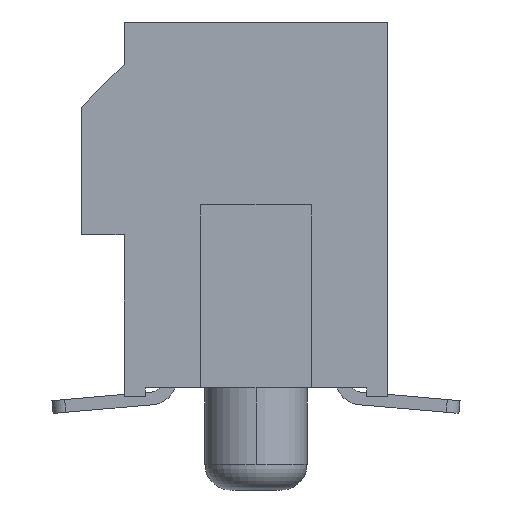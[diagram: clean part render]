
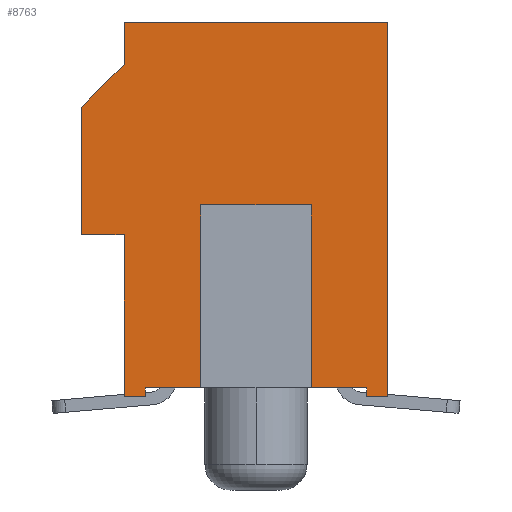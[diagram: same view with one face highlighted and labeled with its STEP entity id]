
A CAD part, left-side view. The second image highlights one B-rep face of the part: STEP entity #8763.
In plain terms, the highlighted planar face has unit normal (-1, 0, 0).
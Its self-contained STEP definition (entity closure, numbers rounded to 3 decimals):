
#8156=CARTESIAN_POINT('',(-6.525,-1.3,0.3));
#8157=VERTEX_POINT('',#8156);
#8164=CARTESIAN_POINT('',(-6.525,-0.65,0.3));
#8165=VERTEX_POINT('',#8164);
#8166=CARTESIAN_POINT('',(-6.525,-0.65,0.3));
#8167=DIRECTION('',(0.0,-1.0,0.0));
#8168=VECTOR('',#8167,0.65);
#8169=LINE('',#8166,#8168);
#8170=EDGE_CURVE('',#8165,#8157,#8169,.T.);
#8188=CARTESIAN_POINT('',(-6.525,0.65,0.3));
#8189=VERTEX_POINT('',#8188);
#8196=CARTESIAN_POINT('',(-6.525,1.3,0.3));
#8197=VERTEX_POINT('',#8196);
#8198=CARTESIAN_POINT('',(-6.525,1.3,0.3));
#8199=DIRECTION('',(0.0,-1.0,0.0));
#8200=VECTOR('',#8199,0.65);
#8201=LINE('',#8198,#8200);
#8202=EDGE_CURVE('',#8197,#8189,#8201,.T.);
#8312=CARTESIAN_POINT('',(-6.525,1.55,0.2));
#8313=VERTEX_POINT('',#8312);
#8320=CARTESIAN_POINT('',(-6.525,1.55,2.1));
#8321=VERTEX_POINT('',#8320);
#8322=CARTESIAN_POINT('',(-6.525,1.55,2.1));
#8323=DIRECTION('',(0.0,0.0,-1.0));
#8324=VECTOR('',#8323,1.9);
#8325=LINE('',#8322,#8324);
#8326=EDGE_CURVE('',#8321,#8313,#8325,.T.);
#8344=CARTESIAN_POINT('',(-6.525,1.55,4.1));
#8345=VERTEX_POINT('',#8344);
#8352=CARTESIAN_POINT('',(-6.525,1.55,4.6));
#8353=VERTEX_POINT('',#8352);
#8354=CARTESIAN_POINT('',(-6.525,1.55,4.6));
#8355=DIRECTION('',(0.0,0.0,-1.0));
#8356=VECTOR('',#8355,0.5);
#8357=LINE('',#8354,#8356);
#8358=EDGE_CURVE('',#8353,#8345,#8357,.T.);
#8400=CARTESIAN_POINT('',(-6.525,-1.55,4.6));
#8401=VERTEX_POINT('',#8400);
#8408=CARTESIAN_POINT('',(-6.525,-1.55,0.2));
#8409=VERTEX_POINT('',#8408);
#8410=CARTESIAN_POINT('',(-6.525,-1.55,0.2));
#8411=DIRECTION('',(0.0,0.0,1.0));
#8412=VECTOR('',#8411,4.4);
#8413=LINE('',#8410,#8412);
#8414=EDGE_CURVE('',#8409,#8401,#8413,.T.);
#8455=CARTESIAN_POINT('',(-6.525,-1.3,0.2));
#8456=VERTEX_POINT('',#8455);
#8457=CARTESIAN_POINT('',(-6.525,-1.3,0.2));
#8458=DIRECTION('',(0.0,-1.0,0.0));
#8459=VECTOR('',#8458,0.25);
#8460=LINE('',#8457,#8459);
#8461=EDGE_CURVE('',#8456,#8409,#8460,.T.);
#8588=CARTESIAN_POINT('',(-6.525,-1.3,0.3));
#8589=DIRECTION('',(0.0,0.0,-1.0));
#8590=VECTOR('',#8589,0.1);
#8591=LINE('',#8588,#8590);
#8592=EDGE_CURVE('',#8157,#8456,#8591,.T.);
#8626=CARTESIAN_POINT('',(-6.525,1.3,0.2));
#8627=VERTEX_POINT('',#8626);
#8628=CARTESIAN_POINT('',(-6.525,1.3,0.2));
#8629=DIRECTION('',(0.0,0.0,1.0));
#8630=VECTOR('',#8629,0.1);
#8631=LINE('',#8628,#8630);
#8632=EDGE_CURVE('',#8627,#8197,#8631,.T.);
#8664=CARTESIAN_POINT('',(-6.525,1.55,0.2));
#8665=DIRECTION('',(0.0,-1.0,0.0));
#8666=VECTOR('',#8665,0.25);
#8667=LINE('',#8664,#8666);
#8668=EDGE_CURVE('',#8313,#8627,#8667,.T.);
#8697=CARTESIAN_POINT('',(-6.525,2.23,-0.02));
#8698=DIRECTION('',(-1.0,0.0,0.0));
#8699=DIRECTION('',(0.0,-1.0,0.0));
#8700=AXIS2_PLACEMENT_3D('',#8697,#8698,#8699);
#8701=PLANE('',#8700);
#8702=CARTESIAN_POINT('',(-6.525,2.05,2.1));
#8703=VERTEX_POINT('',#8702);
#8704=CARTESIAN_POINT('',(-6.525,2.05,3.6));
#8705=VERTEX_POINT('',#8704);
#8706=CARTESIAN_POINT('',(-6.525,2.05,2.1));
#8707=DIRECTION('',(0.0,0.0,1.0));
#8708=VECTOR('',#8707,1.5);
#8709=LINE('',#8706,#8708);
#8710=EDGE_CURVE('',#8703,#8705,#8709,.T.);
#8711=ORIENTED_EDGE('',*,*,#8710,.F.);
#8712=CARTESIAN_POINT('',(-6.525,1.55,2.1));
#8713=DIRECTION('',(0.0,1.0,0.0));
#8714=VECTOR('',#8713,0.5);
#8715=LINE('',#8712,#8714);
#8716=EDGE_CURVE('',#8321,#8703,#8715,.T.);
#8717=ORIENTED_EDGE('',*,*,#8716,.F.);
#8718=ORIENTED_EDGE('',*,*,#8326,.T.);
#8719=ORIENTED_EDGE('',*,*,#8668,.T.);
#8720=ORIENTED_EDGE('',*,*,#8632,.T.);
#8721=ORIENTED_EDGE('',*,*,#8202,.T.);
#8722=CARTESIAN_POINT('',(-6.525,0.65,2.45));
#8723=VERTEX_POINT('',#8722);
#8724=CARTESIAN_POINT('',(-6.525,0.65,2.45));
#8725=DIRECTION('',(0.0,0.0,-1.0));
#8726=VECTOR('',#8725,2.15);
#8727=LINE('',#8724,#8726);
#8728=EDGE_CURVE('',#8723,#8189,#8727,.T.);
#8729=ORIENTED_EDGE('',*,*,#8728,.F.);
#8730=CARTESIAN_POINT('',(-6.525,-0.65,2.45));
#8731=VERTEX_POINT('',#8730);
#8732=CARTESIAN_POINT('',(-6.525,-0.65,2.45));
#8733=DIRECTION('',(0.0,1.0,0.0));
#8734=VECTOR('',#8733,1.3);
#8735=LINE('',#8732,#8734);
#8736=EDGE_CURVE('',#8731,#8723,#8735,.T.);
#8737=ORIENTED_EDGE('',*,*,#8736,.F.);
#8738=CARTESIAN_POINT('',(-6.525,-0.65,0.3));
#8739=DIRECTION('',(0.0,0.0,1.0));
#8740=VECTOR('',#8739,2.15);
#8741=LINE('',#8738,#8740);
#8742=EDGE_CURVE('',#8165,#8731,#8741,.T.);
#8743=ORIENTED_EDGE('',*,*,#8742,.F.);
#8744=ORIENTED_EDGE('',*,*,#8170,.T.);
#8745=ORIENTED_EDGE('',*,*,#8592,.T.);
#8746=ORIENTED_EDGE('',*,*,#8461,.T.);
#8747=ORIENTED_EDGE('',*,*,#8414,.T.);
#8748=CARTESIAN_POINT('',(-6.525,-1.55,4.6));
#8749=DIRECTION('',(0.0,1.0,0.0));
#8750=VECTOR('',#8749,3.1);
#8751=LINE('',#8748,#8750);
#8752=EDGE_CURVE('',#8401,#8353,#8751,.T.);
#8753=ORIENTED_EDGE('',*,*,#8752,.T.);
#8754=ORIENTED_EDGE('',*,*,#8358,.T.);
#8755=CARTESIAN_POINT('',(-6.525,1.55,4.1));
#8756=DIRECTION('',(0.0,0.707,-0.707));
#8757=VECTOR('',#8756,0.707);
#8758=LINE('',#8755,#8757);
#8759=EDGE_CURVE('',#8345,#8705,#8758,.T.);
#8760=ORIENTED_EDGE('',*,*,#8759,.T.);
#8761=EDGE_LOOP('',(#8711,#8717,#8718,#8719,#8720,#8721,#8729,#8737,#8743,#8744,#8745,#8746,#8747,#8753,#8754,#8760));
#8762=FACE_OUTER_BOUND('',#8761,.T.);
#8763=ADVANCED_FACE('',(#8762),#8701,.T.);
